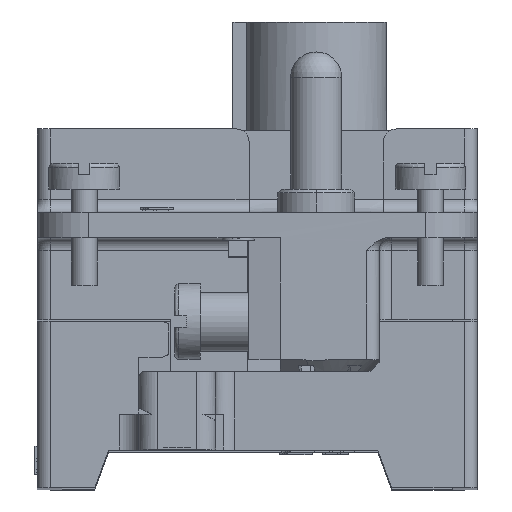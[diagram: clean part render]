
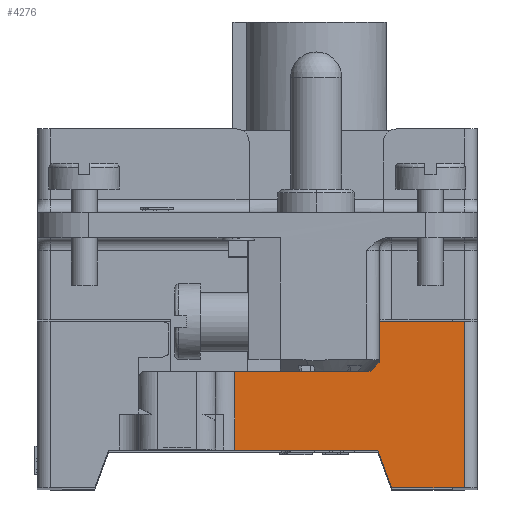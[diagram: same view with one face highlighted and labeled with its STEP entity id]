
A CAD part, top view. The second image highlights one B-rep face of the part: STEP entity #4276.
In plain terms, the highlighted planar face has unit normal (0, 0, 1).
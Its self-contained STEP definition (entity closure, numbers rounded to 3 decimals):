
#1951=LINE('',#25536,#3365);
#2039=LINE('',#25742,#3453);
#2041=LINE('',#25746,#3455);
#2042=LINE('',#25749,#3456);
#2043=LINE('',#25751,#3457);
#2044=LINE('',#25752,#3458);
#2045=LINE('',#25753,#3459);
#2046=LINE('',#25755,#3460);
#2047=LINE('',#25757,#3461);
#3365=VECTOR('',#19803,1.);
#3453=VECTOR('',#19987,1.);
#3455=VECTOR('',#19991,1.);
#3456=VECTOR('',#19992,1.);
#3457=VECTOR('',#19993,1.);
#3458=VECTOR('',#19994,1.);
#3459=VECTOR('',#19995,1.);
#3460=VECTOR('',#19996,1.);
#3461=VECTOR('',#19997,1.);
#4276=ADVANCED_FACE('',(#5643),#4912,.T.);
#4912=PLANE('',#16574);
#5643=FACE_OUTER_BOUND('',#6502,.T.);
#6502=EDGE_LOOP('',(#10208,#10209,#10210,#10211,#10212,#10213,#10214,#10215,
#10216));
#10208=ORIENTED_EDGE('',*,*,#14720,.F.);
#10209=ORIENTED_EDGE('',*,*,#14721,.F.);
#10210=ORIENTED_EDGE('',*,*,#14722,.F.);
#10211=ORIENTED_EDGE('',*,*,#14617,.T.);
#10212=ORIENTED_EDGE('',*,*,#14723,.T.);
#10213=ORIENTED_EDGE('',*,*,#14718,.F.);
#10214=ORIENTED_EDGE('',*,*,#14724,.T.);
#10215=ORIENTED_EDGE('',*,*,#14725,.T.);
#10216=ORIENTED_EDGE('',*,*,#14726,.F.);
#12533=VERTEX_POINT('',#25535);
#12534=VERTEX_POINT('',#25537);
#12599=VERTEX_POINT('',#25741);
#12600=VERTEX_POINT('',#25743);
#12601=VERTEX_POINT('',#25747);
#12602=VERTEX_POINT('',#25748);
#12603=VERTEX_POINT('',#25750);
#12604=VERTEX_POINT('',#25754);
#12605=VERTEX_POINT('',#25756);
#14617=EDGE_CURVE('',#12534,#12533,#1951,.T.);
#14718=EDGE_CURVE('',#12599,#12600,#2039,.T.);
#14720=EDGE_CURVE('',#12601,#12602,#2041,.T.);
#14721=EDGE_CURVE('',#12603,#12601,#2042,.T.);
#14722=EDGE_CURVE('',#12534,#12603,#2043,.T.);
#14723=EDGE_CURVE('',#12533,#12600,#2044,.T.);
#14724=EDGE_CURVE('',#12599,#12604,#2045,.T.);
#14725=EDGE_CURVE('',#12604,#12605,#2046,.T.);
#14726=EDGE_CURVE('',#12602,#12605,#2047,.T.);
#16574=AXIS2_PLACEMENT_3D('',#25758,#19998,#19999);
#19803=DIRECTION('',(0.,-1.,0.));
#19987=DIRECTION('',(-0.342,0.94,0.));
#19991=DIRECTION('',(0.928,0.371,0.));
#19992=DIRECTION('',(0.,1.,0.));
#19993=DIRECTION('',(1.,0.,0.));
#19994=DIRECTION('',(1.,0.,0.));
#19995=DIRECTION('',(1.,0.,0.));
#19996=DIRECTION('',(0.,1.,0.));
#19997=DIRECTION('',(1.,0.,0.));
#19998=DIRECTION('',(0.,0.,1.));
#19999=DIRECTION('',(-1.,0.,0.));
#25535=CARTESIAN_POINT('',(-32.617,2.95,3.35));
#25536=CARTESIAN_POINT('',(-32.617,9.05,3.35));
#25537=CARTESIAN_POINT('',(-32.617,9.05,3.35));
#25741=CARTESIAN_POINT('',(-20.395,0.,3.35));
#25742=CARTESIAN_POINT('',(-20.376,-0.05,3.35));
#25743=CARTESIAN_POINT('',(-21.467,2.95,3.35));
#25746=CARTESIAN_POINT('',(-26.167,12.8,3.35));
#25747=CARTESIAN_POINT('',(-26.167,12.8,3.35));
#25748=CARTESIAN_POINT('',(-25.667,13.,3.35));
#25749=CARTESIAN_POINT('',(-26.167,9.05,3.35));
#25750=CARTESIAN_POINT('',(-26.167,9.05,3.35));
#25751=CARTESIAN_POINT('',(-32.617,9.05,3.35));
#25752=CARTESIAN_POINT('',(-32.617,2.95,3.35));
#25753=CARTESIAN_POINT('',(-13.717,0.,3.35));
#25754=CARTESIAN_POINT('',(-14.717,0.,3.35));
#25755=CARTESIAN_POINT('',(-14.717,-0.05,3.35));
#25756=CARTESIAN_POINT('',(-14.717,13.,3.35));
#25757=CARTESIAN_POINT('',(-25.667,13.,3.35));
#25758=CARTESIAN_POINT('',(-13.717,0.95,3.35));
